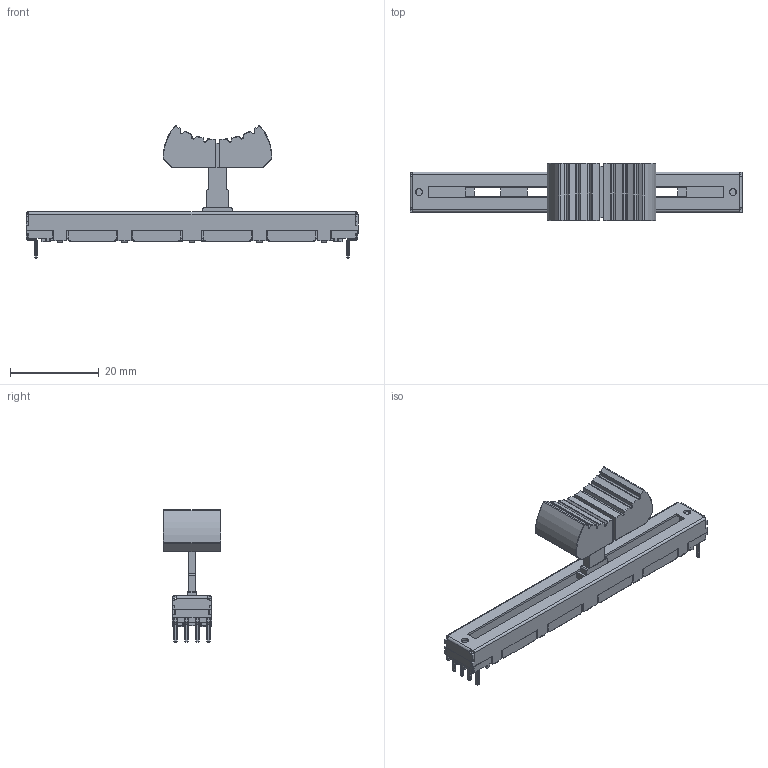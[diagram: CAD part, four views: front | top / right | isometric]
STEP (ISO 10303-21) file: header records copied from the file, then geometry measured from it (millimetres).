
FILE_DESCRIPTION(/* description */ (''),/* implementation_level */ '2;1');
FILE_NAME(/* name */ 'PotAssembly.step',/* time_stamp */ '2024-07-23T05:30:31+02:00',/* author */ (''),/* organization */ (''),/* preprocessor_version */ 'ST-DEVELOPER v20',/* originating_system */ 'Autodesk Translation Framework v13.14.0.145',/* authorisation */ '');
FILE_SCHEMA (('AUTOMOTIVE_DESIGN { 1 0 10303 214 3 1 1 }'));
Length unit declared in the file: millimetre
Products named in the file (8): (Unsaved); POTENTIO_ASSEM_ASM; SLIDE_POTENTIOMETER_BODY; SLIDE_POTENTIOMETER_COVER; SLIDE_POTENTIOMETER_BAR; SLIDE_POTENTIOMETER_PLATE; SLIDE_POTENTIOMETER_PIN; ALPS Fader Knob
Assembly tree (12 placements, depth 3):
  (Unsaved)
    POTENTIO_ASSEM_ASM
      SLIDE_POTENTIOMETER_BODY
      SLIDE_POTENTIOMETER_COVER
      SLIDE_POTENTIOMETER_BAR
      SLIDE_POTENTIOMETER_PLATE
      SLIDE_POTENTIOMETER_PIN  x6
    ALPS Fader Knob
Bounding box: 75 x 13 x 29.87 mm (x, y, z)
Volume: 3626.1 mm3; surface area: 8262.8 mm2
Topology: 11 solids, 11 shells, 1003 faces, 2474 edges, 1486 vertices
Faces by surface type: plane 569, cylinder 266, cone 72, torus 60, sphere 28, bspline 8
Full cylindrical faces by diameter (mm): 1.6 x2
Entity records: 23822 total; most frequent: CARTESIAN_POINT 4263, DIRECTION 4146, ORIENTED_EDGE 3972, EDGE_CURVE 1986, LINE 1416, VECTOR 1416, AXIS2_PLACEMENT_3D 1365, VERTEX_POINT 1206
